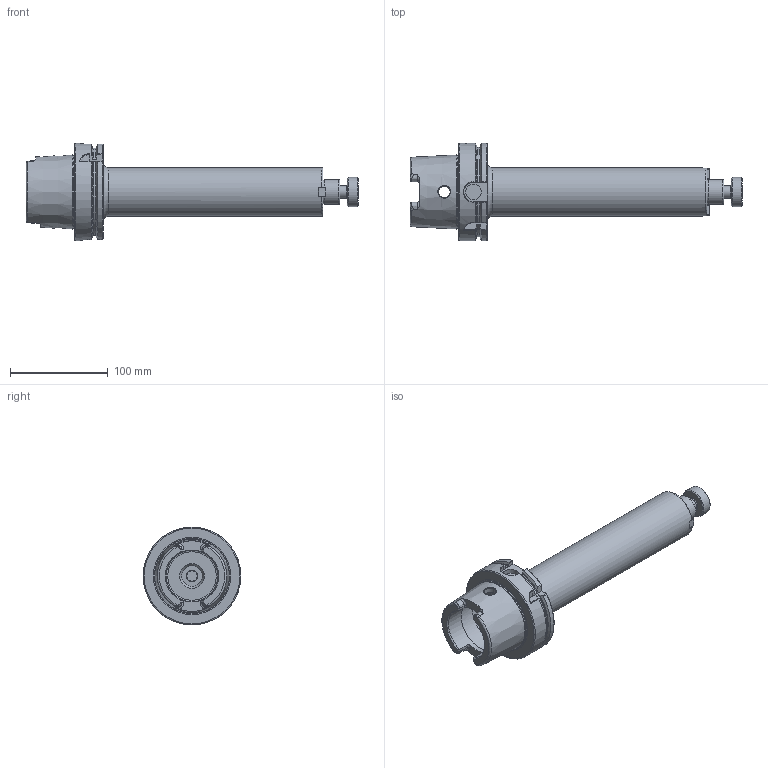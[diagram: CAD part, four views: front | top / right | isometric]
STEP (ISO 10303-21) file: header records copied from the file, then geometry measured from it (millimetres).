
FILE_DESCRIPTION(/* description */ (''),/* implementation_level */ '2;1');
FILE_NAME(/* name */ 'HSK100A-SM100-1000.stp',/* time_stamp */ '2019-07-25T08:17:25-05:00',/* author */ ('ldfli'),/* organization */ ('Pioneer N.A.'),/* preprocessor_version */ 'ST-DEVELOPER v18',/* originating_system */ 'Autodesk Inventor LT',/* authorisation */ '');
FILE_SCHEMA (('AUTOMOTIVE_DESIGN { 1 0 10303 214 3 1 1 }'));
Length unit declared in the file: millimetre
Products named in the file (1): HSK100A-SM100-1000
Bounding box: 340 x 100 x 100 mm (x, y, z)
Volume: 687328.2 mm3; surface area: 101467.2 mm2
Topology: 4 solids, 4 shells, 289 faces, 737 edges, 476 vertices
Faces by surface type: plane 150, cylinder 46, bspline 46, cone 24, torus 23
Full cylindrical faces by diameter (mm): 3.242 x2, 4 x2, 4.5 x2, 7 x2, 8 x2, 10 x1, 11.328 x1, 12 x3, 12.7 x1, 16 x1, 18 x1, 21 x1, 24.9 x1, 25.4 x1, 26 x1, 30 x1, 50 x1, 53 x2, 63 x1, 75.519 x1, 100 x1
Entity records: 11736 total; most frequent: CARTESIAN_POINT 4960, ORIENTED_EDGE 1474, DIRECTION 1286, EDGE_CURVE 737, VERTEX_POINT 478, AXIS2_PLACEMENT_3D 464, LINE 358, VECTOR 358
